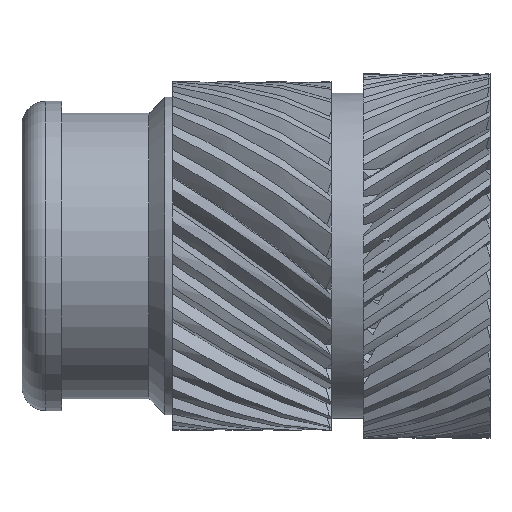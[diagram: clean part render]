
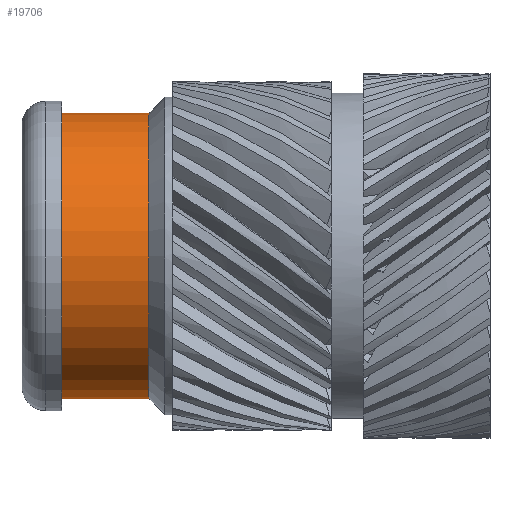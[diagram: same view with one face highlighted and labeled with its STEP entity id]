
A CAD part, left-side view. The second image highlights one B-rep face of the part: STEP entity #19706.
In plain terms, the highlighted cylindrical face has radius 1.8 mm (diameter 3.6 mm), a partial arc.
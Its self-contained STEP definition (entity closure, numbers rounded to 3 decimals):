
#1122 = CARTESIAN_POINT ( 'NONE',  ( 0., 5.4, -1.8 ) ) ;
#1162 = EDGE_CURVE ( 'NONE', #7469, #5070, #7033, .T. ) ;
#1575 = AXIS2_PLACEMENT_3D ( 'NONE', #14547, #4260, #21427 ) ;
#1772 = CARTESIAN_POINT ( 'NONE',  ( 0., 5.4, 1.8 ) ) ;
#2357 = CARTESIAN_POINT ( 'NONE',  ( 0., 4.3, -1.8 ) ) ;
#3593 = DIRECTION ( 'NONE',  ( 0., -1., 0. ) ) ;
#4260 = DIRECTION ( 'NONE',  ( 0., -1., 0. ) ) ;
#5070 = VERTEX_POINT ( 'NONE', #2357 ) ;
#5478 = DIRECTION ( 'NONE',  ( 0., 0., 1. ) ) ;
#7033 = LINE ( 'NONE', #20698, #14212 ) ;
#7469 = VERTEX_POINT ( 'NONE', #1122 ) ;
#7644 = FACE_OUTER_BOUND ( 'NONE', #17964, .T. ) ;
#8728 = CARTESIAN_POINT ( 'NONE',  ( 0., 4.3, 1.8 ) ) ;
#8744 = ORIENTED_EDGE ( 'NONE', *, *, #14352, .F. ) ;
#8783 = LINE ( 'NONE', #1772, #10763 ) ;
#8963 = EDGE_CURVE ( 'NONE', #21754, #21194, #8783, .T. ) ;
#10383 = CARTESIAN_POINT ( 'NONE',  ( 0., 5.4, 0. ) ) ;
#10695 = ORIENTED_EDGE ( 'NONE', *, *, #8963, .F. ) ;
#10763 = VECTOR ( 'NONE', #3593, 1000. ) ;
#11219 = AXIS2_PLACEMENT_3D ( 'NONE', #14069, #20953, #5478 ) ;
#11293 = CARTESIAN_POINT ( 'NONE',  ( 0., 5.4, 1.8 ) ) ;
#14059 = ORIENTED_EDGE ( 'NONE', *, *, #14728, .T. ) ;
#14069 = CARTESIAN_POINT ( 'NONE',  ( 0., 4.3, 0. ) ) ;
#14212 = VECTOR ( 'NONE', #22067, 1000. ) ;
#14352 = EDGE_CURVE ( 'NONE', #7469, #21754, #14466, .T. ) ;
#14466 = CIRCLE ( 'NONE', #19511, 1.8 ) ;
#14547 = CARTESIAN_POINT ( 'NONE',  ( 0., 5.4, 0. ) ) ;
#14728 = EDGE_CURVE ( 'NONE', #5070, #21194, #19153, .T. ) ;
#15352 = DIRECTION ( 'NONE',  ( 0., 1., 0. ) ) ;
#17964 = EDGE_LOOP ( 'NONE', ( #10695, #8744, #18413, #14059 ) ) ;
#18413 = ORIENTED_EDGE ( 'NONE', *, *, #1162, .T. ) ;
#18850 = DIRECTION ( 'NONE',  ( 0., 0., 1. ) ) ;
#19153 = CIRCLE ( 'NONE', #11219, 1.8 ) ;
#19511 = AXIS2_PLACEMENT_3D ( 'NONE', #10383, #15352, #18850 ) ;
#19706 = ADVANCED_FACE ( 'NONE', ( #7644 ), #19739, .T. ) ;
#19739 = CYLINDRICAL_SURFACE ( 'NONE', #1575, 1.8 ) ;
#20698 = CARTESIAN_POINT ( 'NONE',  ( 0., 5.4, -1.8 ) ) ;
#20953 = DIRECTION ( 'NONE',  ( 0., 1., 0. ) ) ;
#21194 = VERTEX_POINT ( 'NONE', #8728 ) ;
#21427 = DIRECTION ( 'NONE',  ( 0., 0., -1. ) ) ;
#21754 = VERTEX_POINT ( 'NONE', #11293 ) ;
#22067 = DIRECTION ( 'NONE',  ( 0., -1., 0. ) ) ;
